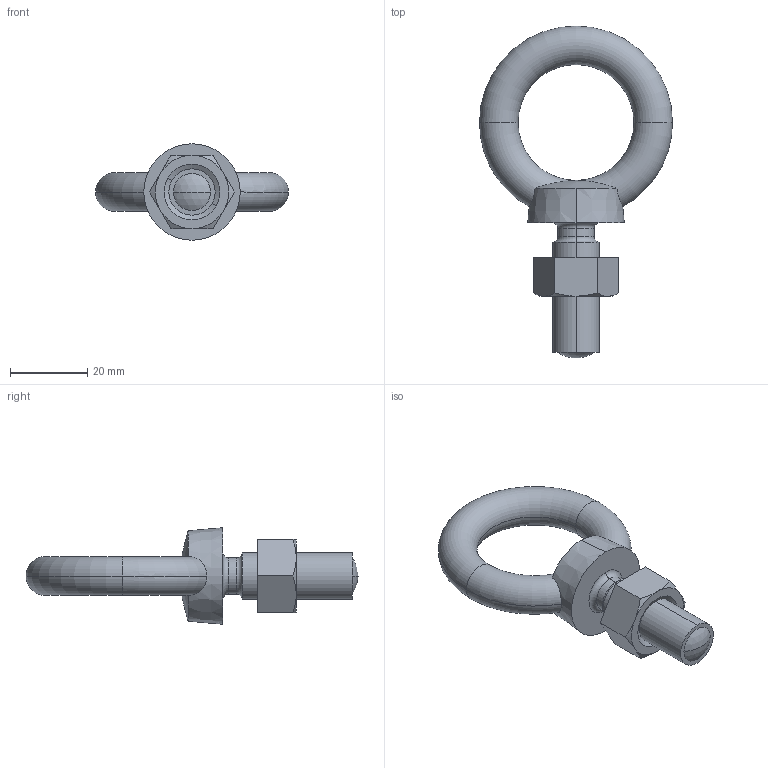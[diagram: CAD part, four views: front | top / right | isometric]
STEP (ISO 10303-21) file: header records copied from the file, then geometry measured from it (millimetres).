
FILE_DESCRIPTION (( 'STEP AP203' ), '1' );
FILE_NAME ('B-130-12-35.STEP', '2020-02-05T02:08:41', ( '' ), ( '' ), 'SwSTEP 2.0', 'SolidWorks 2014', '' );
FILE_SCHEMA (( 'CONFIG_CONTROL_DESIGN' ));
Length unit declared in the file: millimetre
Products named in the file (3): B-130-12-35_六角ナットver1.01__M12ナット(SUS)1種_呼び径基準; B-130-12-35; B-130-12-35_
Assembly tree (2 placements, depth 2):
  B-130-12-35
    B-130-12-35_
    B-130-12-35_六角ナットver1.01__M12ナット(SUS)1種_呼び径基準
Bounding box: 50 x 86 x 25 mm (x, y, z)
Volume: 18470.4 mm3; surface area: 7453.6 mm2
Topology: 2 solids, 2 shells, 42 faces, 92 edges, 54 vertices
Faces by surface type: cone 12, torus 10, plane 10, cylinder 6, sphere 4
Entity records: 1637 total; most frequent: CARTESIAN_POINT 409, DIRECTION 214, ORIENTED_EDGE 184, AXIS2_PLACEMENT_3D 95, EDGE_CURVE 92, VERTEX_POINT 54, CIRCLE 48, EDGE_LOOP 46
